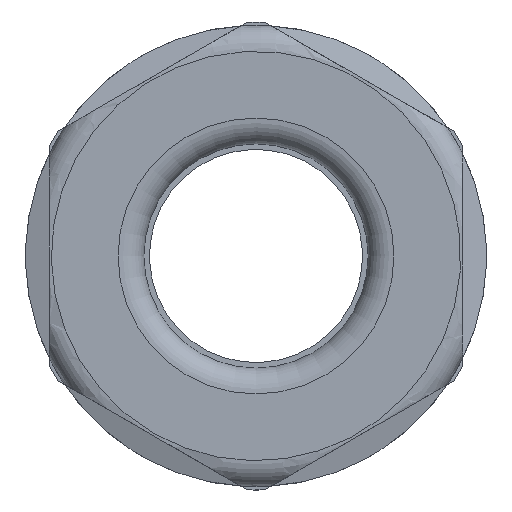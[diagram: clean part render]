
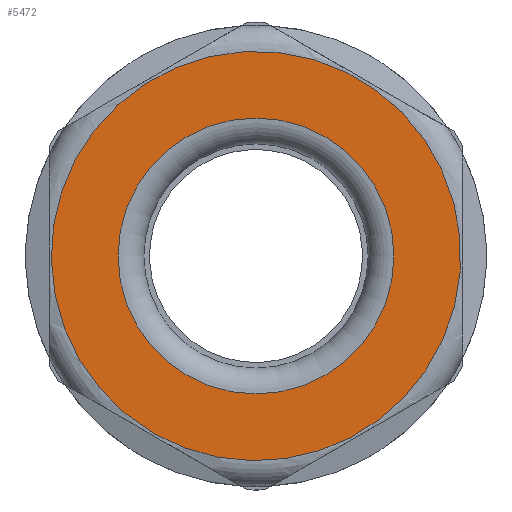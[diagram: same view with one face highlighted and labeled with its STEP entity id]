
A CAD part, left-side view. The second image highlights one B-rep face of the part: STEP entity #5472.
In plain terms, the highlighted planar face has unit normal (-1, 0, 0).
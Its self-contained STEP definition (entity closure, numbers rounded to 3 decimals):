
#134=FACE_BOUND('',#1084,.T.);
#226=CIRCLE('',#5926,11.87);
#230=CIRCLE('',#5934,8.);
#490=PLANE('',#5935);
#735=FACE_OUTER_BOUND('',#1083,.T.);
#1083=EDGE_LOOP('',(#4193));
#1084=EDGE_LOOP('',(#4194));
#2513=VERTEX_POINT('',#11789);
#2517=VERTEX_POINT('',#11801);
#3123=EDGE_CURVE('',#2513,#2513,#226,.T.);
#3127=EDGE_CURVE('',#2517,#2517,#230,.T.);
#4193=ORIENTED_EDGE('',*,*,#3123,.F.);
#4194=ORIENTED_EDGE('',*,*,#3127,.T.);
#5472=ADVANCED_FACE('',(#735,#134),#490,.T.);
#5926=AXIS2_PLACEMENT_3D('',#11790,#6845,#6846);
#5934=AXIS2_PLACEMENT_3D('',#11802,#6861,#6862);
#5935=AXIS2_PLACEMENT_3D('',#11803,#6863,#6864);
#6845=DIRECTION('center_axis',(1.,0.,0.));
#6846=DIRECTION('ref_axis',(0.,0.,-1.));
#6861=DIRECTION('center_axis',(1.,0.,0.));
#6862=DIRECTION('ref_axis',(0.,0.,-1.));
#6863=DIRECTION('center_axis',(-1.,0.,0.));
#6864=DIRECTION('ref_axis',(0.,0.,1.));
#11789=CARTESIAN_POINT('',(-20.94,11.87,0.));
#11790=CARTESIAN_POINT('Origin',(-20.94,0.,0.));
#11801=CARTESIAN_POINT('',(-20.94,8.,0.));
#11802=CARTESIAN_POINT('Origin',(-20.94,0.,0.));
#11803=CARTESIAN_POINT('Origin',(-20.94,11.87,0.));
